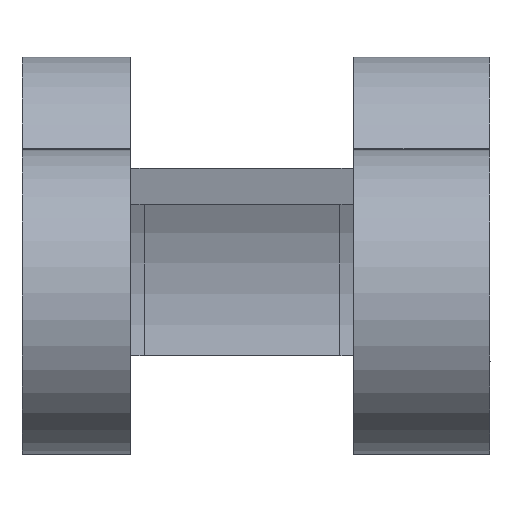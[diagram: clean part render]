
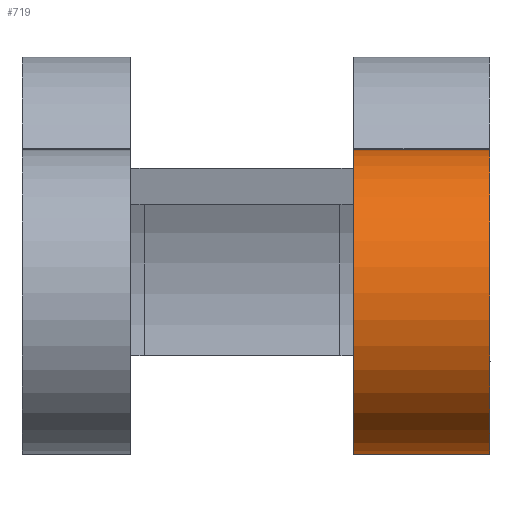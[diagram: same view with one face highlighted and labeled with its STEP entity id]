
A CAD part, left-side view. The second image highlights one B-rep face of the part: STEP entity #719.
In plain terms, the highlighted cylindrical face has radius 5.5 mm (diameter 11 mm), a partial arc.
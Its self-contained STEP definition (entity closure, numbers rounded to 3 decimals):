
#69=FACE_OUTER_BOUND('',#109,.T.);
#109=EDGE_LOOP('',(#573,#574,#575,#576,#577,#578));
#144=LINE('',#1037,#222);
#184=LINE('',#1137,#262);
#185=LINE('',#1141,#263);
#186=LINE('',#1142,#264);
#222=VECTOR('',#840,11.);
#262=VECTOR('',#926,10.);
#263=VECTOR('',#929,10.);
#264=VECTOR('',#930,11.);
#303=CIRCLE('',#780,5.5);
#304=CIRCLE('',#785,5.5);
#322=VERTEX_POINT('',#1034);
#323=VERTEX_POINT('',#1036);
#349=VERTEX_POINT('',#1106);
#360=VERTEX_POINT('',#1136);
#361=VERTEX_POINT('',#1138);
#362=VERTEX_POINT('',#1140);
#395=EDGE_CURVE('',#323,#322,#144,.T.);
#430=EDGE_CURVE('',#349,#323,#303,.T.);
#445=EDGE_CURVE('',#322,#360,#184,.T.);
#446=EDGE_CURVE('',#361,#360,#304,.T.);
#447=EDGE_CURVE('',#362,#361,#185,.T.);
#448=EDGE_CURVE('',#362,#349,#186,.T.);
#573=ORIENTED_EDGE('',*,*,#430,.T.);
#574=ORIENTED_EDGE('',*,*,#395,.T.);
#575=ORIENTED_EDGE('',*,*,#445,.T.);
#576=ORIENTED_EDGE('',*,*,#446,.F.);
#577=ORIENTED_EDGE('',*,*,#447,.F.);
#578=ORIENTED_EDGE('',*,*,#448,.T.);
#696=CYLINDRICAL_SURFACE('',#784,5.5);
#719=ADVANCED_FACE('',(#69),#696,.T.);
#780=AXIS2_PLACEMENT_3D('',#1107,#902,#903);
#784=AXIS2_PLACEMENT_3D('',#1135,#924,#925);
#785=AXIS2_PLACEMENT_3D('',#1139,#927,#928);
#840=DIRECTION('',(0.,-1.,0.));
#902=DIRECTION('center_axis',(0.,-1.,0.));
#903=DIRECTION('ref_axis',(0.,0.,-1.));
#924=DIRECTION('center_axis',(0.,-1.,0.));
#925=DIRECTION('ref_axis',(-0.994,0.,-0.112));
#926=DIRECTION('',(0.,-1.,0.));
#927=DIRECTION('center_axis',(0.,-1.,0.));
#928=DIRECTION('ref_axis',(0.,0.,-1.));
#929=DIRECTION('',(0.,-1.,0.));
#930=DIRECTION('',(0.,1.,0.));
#1034=CARTESIAN_POINT('',(-125.814,186.795,5.29));
#1036=CARTESIAN_POINT('',(-125.814,190.695,5.29));
#1037=CARTESIAN_POINT('',(-125.814,187.895,5.29));
#1106=CARTESIAN_POINT('',(-126.431,190.695,10.755));
#1107=CARTESIAN_POINT('Origin',(-130.856,190.695,7.489));
#1135=CARTESIAN_POINT('Origin',(-130.856,188.995,7.489));
#1136=CARTESIAN_POINT('',(-125.814,185.795,5.29));
#1137=CARTESIAN_POINT('',(-125.814,186.795,5.29));
#1138=CARTESIAN_POINT('',(-126.431,185.795,10.755));
#1139=CARTESIAN_POINT('Origin',(-130.856,185.795,7.489));
#1140=CARTESIAN_POINT('',(-126.431,186.795,10.755));
#1141=CARTESIAN_POINT('',(-126.431,186.795,10.755));
#1142=CARTESIAN_POINT('',(-126.431,187.895,10.755));
